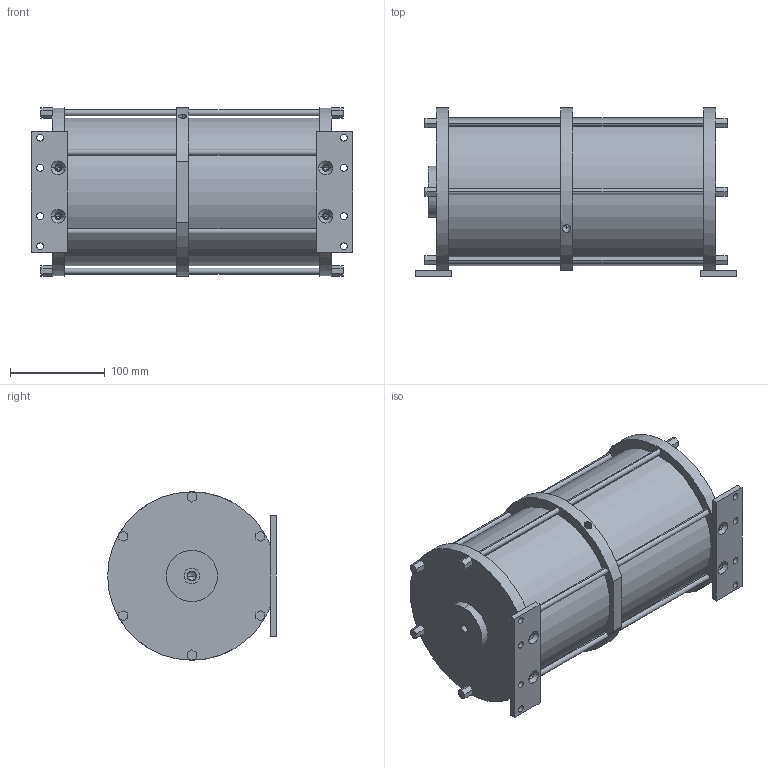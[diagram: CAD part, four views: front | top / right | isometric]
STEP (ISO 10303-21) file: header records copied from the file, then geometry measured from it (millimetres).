
FILE_DESCRIPTION((''),'2;1');
FILE_NAME('ILCM45500006','2016-03-09T',('twa'),(''),'PRO/ENGINEER BY PARAMETRIC TECHNOLOGY CORPORATION, 2013320','PRO/ENGINEER BY PARAMETRIC TECHNOLOGY CORPORATION, 2013320','');
FILE_SCHEMA(('CONFIG_CONTROL_DESIGN'));
Length unit declared in the file: millimetre
Products named in the file (1): ILCM45500006
Bounding box: 338.71 x 177.6 x 177.7 mm (x, y, z)
Volume: 5945888.7 mm3; surface area: 278460.6 mm2
Topology: 1 solids, 8 shells, 243 faces, 628 edges, 399 vertices
Faces by surface type: plane 128, cylinder 87, cone 28
Entity records: 7450 total; most frequent: DIRECTION 1324, CARTESIAN_POINT 1281, ORIENTED_EDGE 1200, EDGE_CURVE 614, AXIS2_PLACEMENT_3D 468, VERTEX_POINT 399, VECTOR 388, LINE 388
